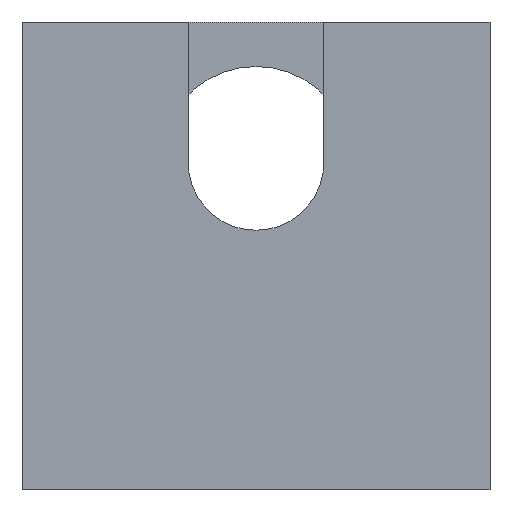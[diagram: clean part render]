
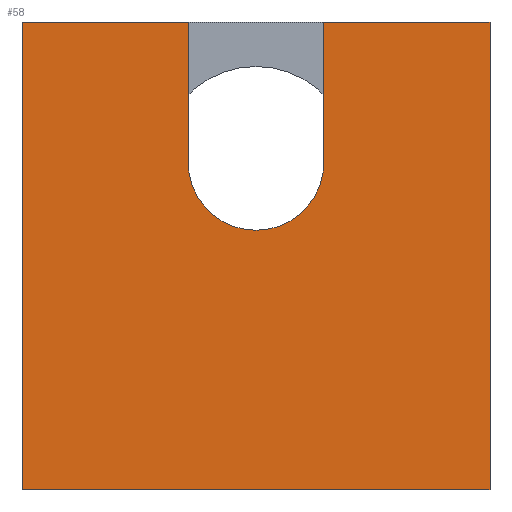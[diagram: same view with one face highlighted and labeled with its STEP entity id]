
A CAD part, front view. The second image highlights one B-rep face of the part: STEP entity #58.
In plain terms, the highlighted planar face has unit normal (0, -1, 0).
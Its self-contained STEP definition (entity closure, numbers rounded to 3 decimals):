
#1 = EDGE_CURVE ( 'NONE', #50, #4, #178, .T. ) ;
#2 = VERTEX_POINT ( 'NONE', #174 ) ;
#3 = EDGE_CURVE ( 'NONE', #4, #2, #221, .T. ) ;
#4 = VERTEX_POINT ( 'NONE', #217 ) ;
#5 = ORIENTED_EDGE ( 'NONE', *, *, #3, .T. ) ;
#44 = ORIENTED_EDGE ( 'NONE', *, *, #45, .F. ) ;
#45 = EDGE_CURVE ( 'NONE', #111, #2, #269, .T. ) ;
#48 = ORIENTED_EDGE ( 'NONE', *, *, #49, .F. ) ;
#49 = EDGE_CURVE ( 'NONE', #50, #55, #250, .T. ) ;
#50 = VERTEX_POINT ( 'NONE', #274 ) ;
#53 = ORIENTED_EDGE ( 'NONE', *, *, #76, .F. ) ;
#54 = EDGE_CURVE ( 'NONE', #55, #77, #369, .T. ) ;
#55 = VERTEX_POINT ( 'NONE', #365 ) ;
#58 = ADVANCED_FACE ( 'NONE', ( #363 ), #362, .F. ) ;
#59 = ORIENTED_EDGE ( 'NONE', *, *, #97, .F. ) ;
#62 = ORIENTED_EDGE ( 'NONE', *, *, #63, .F. ) ;
#63 = EDGE_CURVE ( 'NONE', #81, #106, #352, .T. ) ;
#64 = EDGE_LOOP ( 'NONE', ( #53, #62, #59, #66, #48, #100, #5, #44 ) ) ;
#66 = ORIENTED_EDGE ( 'NONE', *, *, #54, .F. ) ;
#76 = EDGE_CURVE ( 'NONE', #106, #111, #288, .T. ) ;
#77 = VERTEX_POINT ( 'NONE', #284 ) ;
#81 = VERTEX_POINT ( 'NONE', #283 ) ;
#97 = EDGE_CURVE ( 'NONE', #77, #81, #471, .T. ) ;
#100 = ORIENTED_EDGE ( 'NONE', *, *, #1, .T. ) ;
#106 = VERTEX_POINT ( 'NONE', #416 ) ;
#111 = VERTEX_POINT ( 'NONE', #468 ) ;
#174 = CARTESIAN_POINT ( 'NONE',  ( 10., -25., 0. ) ) ;
#175 = DIRECTION ( 'NONE',  ( 0., 0., -1. ) ) ;
#176 = VECTOR ( 'NONE', #175, 1000. ) ;
#177 = CARTESIAN_POINT ( 'NONE',  ( -10., -25., 20. ) ) ;
#178 = LINE ( 'NONE', #177, #176 ) ;
#217 = CARTESIAN_POINT ( 'NONE',  ( -10., -25., 0. ) ) ;
#218 = DIRECTION ( 'NONE',  ( 1., 0., 0. ) ) ;
#219 = VECTOR ( 'NONE', #218, 1000. ) ;
#220 = CARTESIAN_POINT ( 'NONE',  ( -10., -25., 0. ) ) ;
#221 = LINE ( 'NONE', #220, #219 ) ;
#250 = LINE ( 'NONE', #320, #319 ) ;
#266 = DIRECTION ( 'NONE',  ( 0., 0., -1. ) ) ;
#267 = VECTOR ( 'NONE', #266, 1000. ) ;
#268 = CARTESIAN_POINT ( 'NONE',  ( 10., -25., 20. ) ) ;
#269 = LINE ( 'NONE', #268, #267 ) ;
#274 = CARTESIAN_POINT ( 'NONE',  ( -10., -25., 20. ) ) ;
#283 = CARTESIAN_POINT ( 'NONE',  ( 2.9, -25., 14. ) ) ;
#284 = CARTESIAN_POINT ( 'NONE',  ( -2.9, -25., 14. ) ) ;
#285 = DIRECTION ( 'NONE',  ( 1., 0., 0. ) ) ;
#286 = VECTOR ( 'NONE', #285, 1000. ) ;
#287 = CARTESIAN_POINT ( 'NONE',  ( -10., -25., 20. ) ) ;
#288 = LINE ( 'NONE', #287, #286 ) ;
#318 = DIRECTION ( 'NONE',  ( 1., 0., 0. ) ) ;
#319 = VECTOR ( 'NONE', #318, 1000. ) ;
#320 = CARTESIAN_POINT ( 'NONE',  ( -10., -25., 20. ) ) ;
#333 = DIRECTION ( 'NONE',  ( 0., 0., 1. ) ) ;
#334 = VECTOR ( 'NONE', #333, 1000. ) ;
#351 = CARTESIAN_POINT ( 'NONE',  ( 2.9, -25., 20. ) ) ;
#352 = LINE ( 'NONE', #351, #334 ) ;
#357 = DIRECTION ( 'NONE',  ( 0., 0., 1. ) ) ;
#358 = DIRECTION ( 'NONE',  ( 0., 1., 0. ) ) ;
#359 = CARTESIAN_POINT ( 'NONE',  ( -10., -25., 20. ) ) ;
#360 = AXIS2_PLACEMENT_3D ( 'NONE', #359, #358, #357 ) ;
#362 = PLANE ( 'NONE',  #360 ) ;
#363 = FACE_OUTER_BOUND ( 'NONE', #64, .T. ) ;
#365 = CARTESIAN_POINT ( 'NONE',  ( -2.9, -25., 20. ) ) ;
#366 = DIRECTION ( 'NONE',  ( 0., 0., -1. ) ) ;
#367 = VECTOR ( 'NONE', #366, 1000. ) ;
#368 = CARTESIAN_POINT ( 'NONE',  ( -2.9, -25., 14. ) ) ;
#369 = LINE ( 'NONE', #368, #367 ) ;
#416 = CARTESIAN_POINT ( 'NONE',  ( 2.9, -25., 20. ) ) ;
#421 = CARTESIAN_POINT ( 'NONE',  ( 0., -25., 14. ) ) ;
#422 = AXIS2_PLACEMENT_3D ( 'NONE', #421, #434, #433 ) ;
#433 = DIRECTION ( 'NONE',  ( 0., 0., -1. ) ) ;
#434 = DIRECTION ( 'NONE',  ( 0., -1., 0. ) ) ;
#468 = CARTESIAN_POINT ( 'NONE',  ( 10., -25., 20. ) ) ;
#471 = CIRCLE ( 'NONE', #422, 2.9 ) ;
